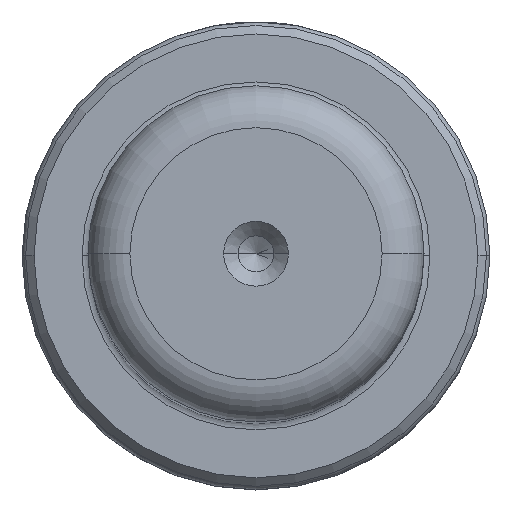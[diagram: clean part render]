
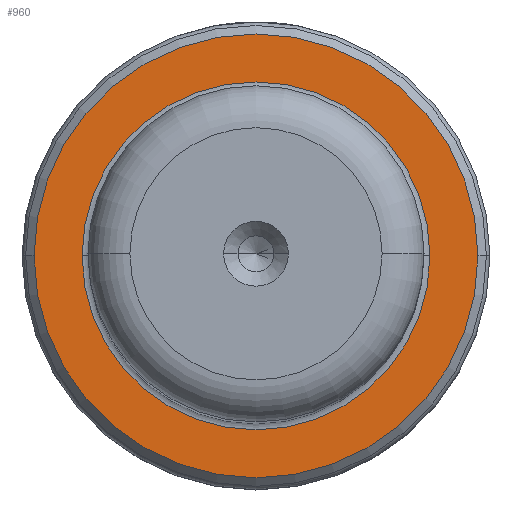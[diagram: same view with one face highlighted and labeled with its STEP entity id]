
A CAD part, top view. The second image highlights one B-rep face of the part: STEP entity #960.
In plain terms, the highlighted planar face has unit normal (0, 0, 1).
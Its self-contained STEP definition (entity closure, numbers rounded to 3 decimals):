
#40 = AXIS2_PLACEMENT_3D ( 'NONE', #66, #327, #3268 ) ;
#66 = CARTESIAN_POINT ( 'NONE',  ( 0., 0., 30. ) ) ;
#76 = CARTESIAN_POINT ( 'NONE',  ( 14.5, 0., 30. ) ) ;
#84 = CARTESIAN_POINT ( 'NONE',  ( 0., 0., 30. ) ) ;
#120 = FACE_OUTER_BOUND ( 'NONE', #3362, .T. ) ;
#169 = CARTESIAN_POINT ( 'NONE',  ( -18.5, 0., 30. ) ) ;
#237 = DIRECTION ( 'NONE',  ( 0., 0., -1. ) ) ;
#327 = DIRECTION ( 'NONE',  ( 0., 0., 1. ) ) ;
#366 = CARTESIAN_POINT ( 'NONE',  ( 0., 0., 30. ) ) ;
#511 = VERTEX_POINT ( 'NONE', #76 ) ;
#564 = DIRECTION ( 'NONE',  ( 0., 0., 1. ) ) ;
#569 = AXIS2_PLACEMENT_3D ( 'NONE', #2924, #564, #1468 ) ;
#604 = FACE_BOUND ( 'NONE', #2087, .T. ) ;
#675 = CIRCLE ( 'NONE', #2451, 14.5 ) ;
#874 = ORIENTED_EDGE ( 'NONE', *, *, #938, .T. ) ;
#933 = ORIENTED_EDGE ( 'NONE', *, *, #2897, .T. ) ;
#938 = EDGE_CURVE ( 'NONE', #3339, #511, #2742, .T. ) ;
#960 = ADVANCED_FACE ( 'NONE', ( #604, #120 ), #2744, .T. ) ;
#1078 = AXIS2_PLACEMENT_3D ( 'NONE', #84, #1927, #1092 ) ;
#1092 = DIRECTION ( 'NONE',  ( -1., 0., 0. ) ) ;
#1347 = CIRCLE ( 'NONE', #3122, 18.5 ) ;
#1425 = DIRECTION ( 'NONE',  ( 1., 0., 0. ) ) ;
#1468 = DIRECTION ( 'NONE',  ( 1., 0., 0. ) ) ;
#1499 = DIRECTION ( 'NONE',  ( -1., 0., 0. ) ) ;
#1560 = VERTEX_POINT ( 'NONE', #2010 ) ;
#1925 = CARTESIAN_POINT ( 'NONE',  ( 0., 0., 30. ) ) ;
#1927 = DIRECTION ( 'NONE',  ( 0., 0., -1. ) ) ;
#2010 = CARTESIAN_POINT ( 'NONE',  ( 18.5, 0., 30. ) ) ;
#2041 = ORIENTED_EDGE ( 'NONE', *, *, #3426, .T. ) ;
#2087 = EDGE_LOOP ( 'NONE', ( #874, #2712 ) ) ;
#2260 = VERTEX_POINT ( 'NONE', #169 ) ;
#2451 = AXIS2_PLACEMENT_3D ( 'NONE', #366, #237, #1499 ) ;
#2674 = CARTESIAN_POINT ( 'NONE',  ( -14.5, 0., 30. ) ) ;
#2712 = ORIENTED_EDGE ( 'NONE', *, *, #3067, .T. ) ;
#2742 = CIRCLE ( 'NONE', #1078, 14.5 ) ;
#2744 = PLANE ( 'NONE',  #40 ) ;
#2897 = EDGE_CURVE ( 'NONE', #2260, #1560, #3061, .T. ) ;
#2924 = CARTESIAN_POINT ( 'NONE',  ( 0., 0., 30. ) ) ;
#2985 = DIRECTION ( 'NONE',  ( 0., 0., 1. ) ) ;
#3061 = CIRCLE ( 'NONE', #569, 18.5 ) ;
#3067 = EDGE_CURVE ( 'NONE', #511, #3339, #675, .T. ) ;
#3122 = AXIS2_PLACEMENT_3D ( 'NONE', #1925, #2985, #1425 ) ;
#3268 = DIRECTION ( 'NONE',  ( 1., 0., 0. ) ) ;
#3339 = VERTEX_POINT ( 'NONE', #2674 ) ;
#3362 = EDGE_LOOP ( 'NONE', ( #933, #2041 ) ) ;
#3426 = EDGE_CURVE ( 'NONE', #1560, #2260, #1347, .T. ) ;
